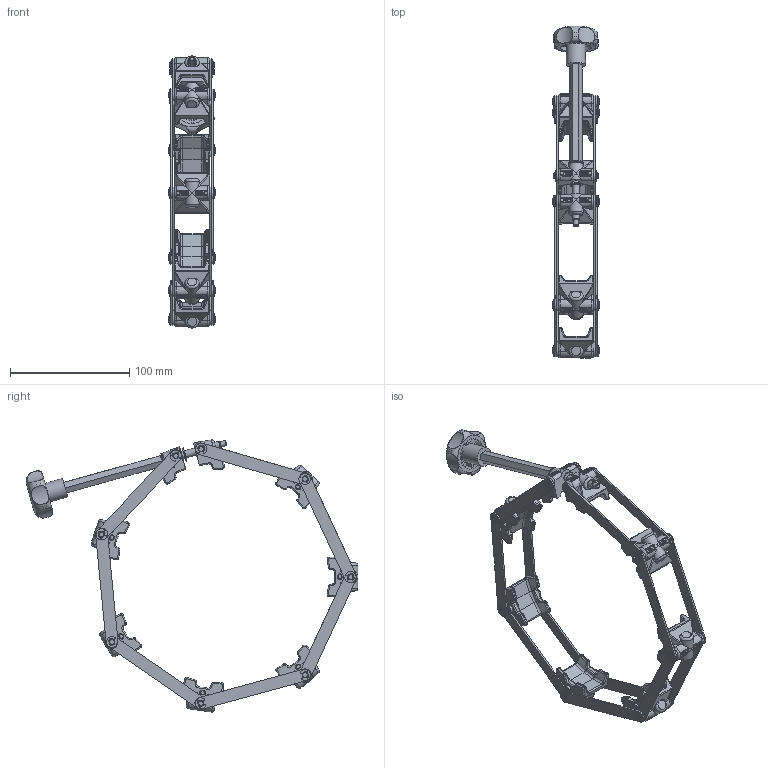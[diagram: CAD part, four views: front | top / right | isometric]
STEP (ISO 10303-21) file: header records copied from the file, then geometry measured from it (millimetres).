
FILE_DESCRIPTION(/* description */ (''),/* implementation_level */ '2;1');
FILE_NAME(/* name */ '30.160012.221.916',/* time_stamp */ '2018-07-18T15:27:28+02:00',/* author */ ('Murat Coskun Bicak'),/* organization */ ('Evac AG'),/* preprocessor_version */ 'ST-DEVELOPER v16.7',/* originating_system */ 'DEX',/* authorisation */ $);
FILE_SCHEMA (('AUTOMOTIVE_DESIGN {1 0 10303 214 3 1 1}'));
Length unit declared in the file: millimetre
Products named in the file (13): 30.160012.221.916; 03.260.001-GTXSW; 03.039.091-IX; 03.073.000-IX; 00.5206.00-MS; 00.5008.00; 00.1205.00-A4; 00.1106.00-IX; 03.065.000-IX; 00.1204.00-A4; 03.260.003-GTXSW; 03.050.004-IX; 03.260.002-GTXSW
Assembly tree (53 placements, depth 2):
  30.160012.221.916
    03.260.001-GTXSW  x6
    03.039.091-IX  x14
    03.073.000-IX
    00.5206.00-MS
    00.5008.00
    00.1205.00-A4
    00.1106.00-IX
    03.065.000-IX  x4
    00.1204.00-A4  x16
    03.260.003-GTXSW
    03.050.004-IX  x6
    03.260.002-GTXSW
Bounding box: 40 x 277.96 x 228.03 mm (x, y, z)
Volume: 136953.7 mm3; surface area: 86038.2 mm2
Topology: 53 solids, 53 shells, 3507 faces, 8941 edges, 5807 vertices
Faces by surface type: plane 2003, cylinder 1073, bspline 198, torus 129, sphere 76, cone 28
Full cylindrical faces by diameter (mm): 4 x16, 4.4 x1, 4.8 x4, 4.9 x3, 5 x61, 6 x3, 6.1 x2, 6.4 x1, 7 x1, 8 x2, 12 x1, 16 x1, 26 x1
Entity records: 38554 total; most frequent: CARTESIAN_POINT 11982, ORIENTED_EDGE 5492, DIRECTION 5275, EDGE_CURVE 2746, AXIS2_PLACEMENT_3D 1889, VERTEX_POINT 1819, LINE 1497, VECTOR 1497
